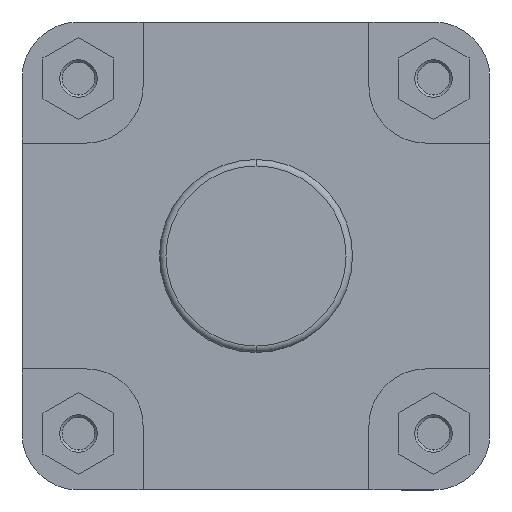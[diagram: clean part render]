
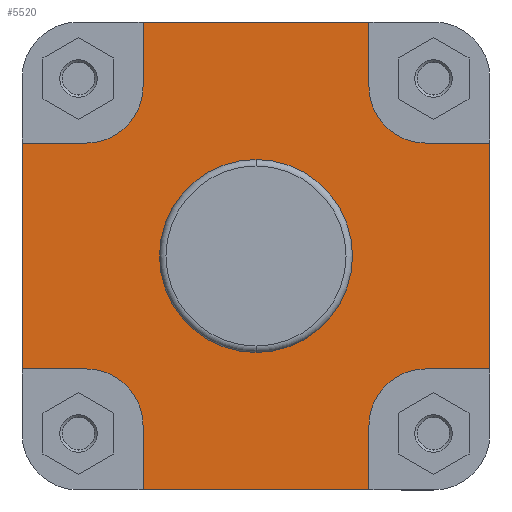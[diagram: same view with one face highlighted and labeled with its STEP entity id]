
A CAD part, left-side view. The second image highlights one B-rep face of the part: STEP entity #5520.
In plain terms, the highlighted planar face has unit normal (-1, 0, 0).
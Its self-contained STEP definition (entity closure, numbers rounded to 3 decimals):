
#418 = ORIENTED_EDGE ( 'NONE', *, *, #3022, .F. ) ;
#419 = ORIENTED_EDGE ( 'NONE', *, *, #3021, .F. ) ;
#420 = ORIENTED_EDGE ( 'NONE', *, *, #3025, .F. ) ;
#421 = ORIENTED_EDGE ( 'NONE', *, *, #3024, .F. ) ;
#422 = ORIENTED_EDGE ( 'NONE', *, *, #3029, .F. ) ;
#423 = ORIENTED_EDGE ( 'NONE', *, *, #3028, .F. ) ;
#424 = ORIENTED_EDGE ( 'NONE', *, *, #3027, .F. ) ;
#425 = ORIENTED_EDGE ( 'NONE', *, *, #3026, .F. ) ;
#426 = ORIENTED_EDGE ( 'NONE', *, *, #3008, .F. ) ;
#427 = ORIENTED_EDGE ( 'NONE', *, *, #2928, .F. ) ;
#428 = ORIENTED_EDGE ( 'NONE', *, *, #2889, .F. ) ;
#429 = ORIENTED_EDGE ( 'NONE', *, *, #2931, .T. ) ;
#430 = ORIENTED_EDGE ( 'NONE', *, *, #2888, .F. ) ;
#431 = ORIENTED_EDGE ( 'NONE', *, *, #2896, .F. ) ;
#432 = ORIENTED_EDGE ( 'NONE', *, *, #2930, .F. ) ;
#433 = ORIENTED_EDGE ( 'NONE', *, *, #2929, .T. ) ;
#434 = ORIENTED_EDGE ( 'NONE', *, *, #2934, .F. ) ;
#435 = ORIENTED_EDGE ( 'NONE', *, *, #3101, .F. ) ;
#749 = VECTOR ( 'NONE', #4395, 1000. ) ;
#754 = LINE ( 'NONE', #4394, #757 ) ;
#755 = LINE ( 'NONE', #4389, #749 ) ;
#757 = VECTOR ( 'NONE', #4397, 1000. ) ;
#768 = CIRCLE ( 'NONE', #3465, 17.5 ) ;
#808 = LINE ( 'NONE', #4497, #819 ) ;
#814 = LINE ( 'NONE', #4499, #821 ) ;
#815 = VECTOR ( 'NONE', #4498, 1000. ) ;
#817 = LINE ( 'NONE', #4489, #815 ) ;
#818 = CIRCLE ( 'NONE', #3488, 17.5 ) ;
#819 = VECTOR ( 'NONE', #4500, 1000. ) ;
#821 = VECTOR ( 'NONE', #4502, 1000. ) ;
#826 = CIRCLE ( 'NONE', #3492, 29.9 ) ;
#943 = VECTOR ( 'NONE', #4685, 1000. ) ;
#945 = LINE ( 'NONE', #4676, #943 ) ;
#947 = VECTOR ( 'NONE', #4720, 1000. ) ;
#963 = LINE ( 'NONE', #4723, #975 ) ;
#966 = LINE ( 'NONE', #4721, #971 ) ;
#968 = LINE ( 'NONE', #4714, #947 ) ;
#969 = CIRCLE ( 'NONE', #3523, 17.5 ) ;
#971 = VECTOR ( 'NONE', #4724, 1000. ) ;
#973 = LINE ( 'NONE', #4725, #974 ) ;
#974 = VECTOR ( 'NONE', #4726, 1000. ) ;
#975 = VECTOR ( 'NONE', #4727, 1000. ) ;
#976 = VECTOR ( 'NONE', #4735, 1000. ) ;
#977 = LINE ( 'NONE', #4729, #978 ) ;
#978 = VECTOR ( 'NONE', #4730, 1000. ) ;
#980 = LINE ( 'NONE', #4728, #976 ) ;
#981 = CIRCLE ( 'NONE', #3527, 17.5 ) ;
#1106 = CIRCLE ( 'NONE', #3546, 29.9 ) ;
#2283 = CARTESIAN_POINT ( 'NONE',  ( 46., -35., 72.5 ) ) ;
#2294 = CARTESIAN_POINT ( 'NONE',  ( 46., 0., -29.9 ) ) ;
#2297 = CARTESIAN_POINT ( 'NONE',  ( 46., -35., -72.5 ) ) ;
#2307 = CARTESIAN_POINT ( 'NONE',  ( 46., 72.5, -35. ) ) ;
#2359 = CARTESIAN_POINT ( 'NONE',  ( 46., 52.5, -35. ) ) ;
#2373 = CARTESIAN_POINT ( 'NONE',  ( 46., -35., 52.5 ) ) ;
#2374 = CARTESIAN_POINT ( 'NONE',  ( 46., -72.5, -35. ) ) ;
#2388 = CARTESIAN_POINT ( 'NONE',  ( 46., -35., -52.5 ) ) ;
#2406 = CARTESIAN_POINT ( 'NONE',  ( 46., 35., 52.5 ) ) ;
#2451 = CARTESIAN_POINT ( 'NONE',  ( 46., -52.5, 35. ) ) ;
#2457 = CARTESIAN_POINT ( 'NONE',  ( 46., 35., 72.5 ) ) ;
#2461 = CARTESIAN_POINT ( 'NONE',  ( 46., 35., -52.5 ) ) ;
#2500 = VERTEX_POINT ( 'NONE', #2388 ) ;
#2503 = VERTEX_POINT ( 'NONE', #2374 ) ;
#2509 = VERTEX_POINT ( 'NONE', #2451 ) ;
#2520 = VERTEX_POINT ( 'NONE', #2406 ) ;
#2557 = VERTEX_POINT ( 'NONE', #2294 ) ;
#2575 = VERTEX_POINT ( 'NONE', #2283 ) ;
#2591 = VERTEX_POINT ( 'NONE', #2461 ) ;
#2593 = VERTEX_POINT ( 'NONE', #2359 ) ;
#2600 = VERTEX_POINT ( 'NONE', #2457 ) ;
#2601 = VERTEX_POINT ( 'NONE', #2307 ) ;
#2635 = VERTEX_POINT ( 'NONE', #2297 ) ;
#2638 = VERTEX_POINT ( 'NONE', #2373 ) ;
#2682 = VERTEX_POINT ( 'NONE', #4222 ) ;
#2702 = VERTEX_POINT ( 'NONE', #4240 ) ;
#2723 = VERTEX_POINT ( 'NONE', #4259 ) ;
#2750 = VERTEX_POINT ( 'NONE', #4285 ) ;
#2755 = VERTEX_POINT ( 'NONE', #4290 ) ;
#2798 = VERTEX_POINT ( 'NONE', #4331 ) ;
#2888 = EDGE_CURVE ( 'NONE', #2503, #2755, #755, .T. ) ;
#2889 = EDGE_CURVE ( 'NONE', #2509, #2750, #754, .T. ) ;
#2896 = EDGE_CURVE ( 'NONE', #2755, #2500, #768, .T. ) ;
#2928 = EDGE_CURVE ( 'NONE', #2638, #2509, #818, .T. ) ;
#2929 = EDGE_CURVE ( 'NONE', #2702, #2635, #817, .T. ) ;
#2930 = EDGE_CURVE ( 'NONE', #2500, #2635, #808, .T. ) ;
#2931 = EDGE_CURVE ( 'NONE', #2503, #2750, #814, .T. ) ;
#2934 = EDGE_CURVE ( 'NONE', #2557, #2723, #826, .T. ) ;
#3008 = EDGE_CURVE ( 'NONE', #2575, #2638, #945, .T. ) ;
#3021 = EDGE_CURVE ( 'NONE', #2591, #2593, #969, .T. ) ;
#3022 = EDGE_CURVE ( 'NONE', #2702, #2591, #968, .T. ) ;
#3024 = EDGE_CURVE ( 'NONE', #2601, #2682, #966, .T. ) ;
#3025 = EDGE_CURVE ( 'NONE', #2593, #2601, #973, .T. ) ;
#3026 = EDGE_CURVE ( 'NONE', #2600, #2575, #963, .T. ) ;
#3027 = EDGE_CURVE ( 'NONE', #2520, #2600, #977, .T. ) ;
#3028 = EDGE_CURVE ( 'NONE', #2798, #2520, #981, .T. ) ;
#3029 = EDGE_CURVE ( 'NONE', #2682, #2798, #980, .T. ) ;
#3101 = EDGE_CURVE ( 'NONE', #2723, #2557, #1106, .T. ) ;
#3465 = AXIS2_PLACEMENT_3D ( 'NONE', #4415, #4416, #4417 ) ;
#3488 = AXIS2_PLACEMENT_3D ( 'NONE', #4494, #4495, #4496 ) ;
#3492 = AXIS2_PLACEMENT_3D ( 'NONE', #4503, #4511, #4512 ) ;
#3523 = AXIS2_PLACEMENT_3D ( 'NONE', #4716, #4717, #4718 ) ;
#3527 = AXIS2_PLACEMENT_3D ( 'NONE', #4731, #4732, #4733 ) ;
#3546 = AXIS2_PLACEMENT_3D ( 'NONE', #4895, #4900, #4901 ) ;
#3795 = AXIS2_PLACEMENT_3D ( 'NONE', #7180, #7192, #7193 ) ;
#4012 = EDGE_LOOP ( 'NONE', ( #433, #432, #431, #430, #429, #428, #427, #426, #425, #424, #423, #422, #421, #420, #419, #418 ) ) ;
#4137 = EDGE_LOOP ( 'NONE', ( #435, #434 ) ) ;
#4222 = CARTESIAN_POINT ( 'NONE',  ( 46., 72.5, 35. ) ) ;
#4240 = CARTESIAN_POINT ( 'NONE',  ( 46., 35., -72.5 ) ) ;
#4259 = CARTESIAN_POINT ( 'NONE',  ( 46., 0., 29.9 ) ) ;
#4285 = CARTESIAN_POINT ( 'NONE',  ( 46., -72.5, 35. ) ) ;
#4290 = CARTESIAN_POINT ( 'NONE',  ( 46., -52.5, -35. ) ) ;
#4331 = CARTESIAN_POINT ( 'NONE',  ( 46., 52.5, 35. ) ) ;
#4389 = CARTESIAN_POINT ( 'NONE',  ( 46., -72.5, -35. ) ) ;
#4394 = CARTESIAN_POINT ( 'NONE',  ( 46., -52.5, 35. ) ) ;
#4395 = DIRECTION ( 'NONE',  ( 0., 1., 0. ) ) ;
#4397 = DIRECTION ( 'NONE',  ( 0., -1., 0. ) ) ;
#4415 = CARTESIAN_POINT ( 'NONE',  ( 46., -52.5, -52.5 ) ) ;
#4416 = DIRECTION ( 'NONE',  ( -1., 0., 0. ) ) ;
#4417 = DIRECTION ( 'NONE',  ( 0., 0., -1. ) ) ;
#4489 = CARTESIAN_POINT ( 'NONE',  ( 46., -159.641, -72.5 ) ) ;
#4494 = CARTESIAN_POINT ( 'NONE',  ( 46., -52.5, 52.5 ) ) ;
#4495 = DIRECTION ( 'NONE',  ( -1., 0., 0. ) ) ;
#4496 = DIRECTION ( 'NONE',  ( 0., 0., -1. ) ) ;
#4497 = CARTESIAN_POINT ( 'NONE',  ( 46., -35., -52.5 ) ) ;
#4498 = DIRECTION ( 'NONE',  ( 0., -1., 0. ) ) ;
#4499 = CARTESIAN_POINT ( 'NONE',  ( 46., -72.5, 0. ) ) ;
#4500 = DIRECTION ( 'NONE',  ( 0., 0., -1. ) ) ;
#4502 = DIRECTION ( 'NONE',  ( 0., 0., 1. ) ) ;
#4503 = CARTESIAN_POINT ( 'NONE',  ( 46., 0., 0. ) ) ;
#4511 = DIRECTION ( 'NONE',  ( -1., 0., 0. ) ) ;
#4512 = DIRECTION ( 'NONE',  ( 0., 0., 1. ) ) ;
#4676 = CARTESIAN_POINT ( 'NONE',  ( 46., -35., 72.5 ) ) ;
#4685 = DIRECTION ( 'NONE',  ( 0., 0., -1. ) ) ;
#4714 = CARTESIAN_POINT ( 'NONE',  ( 46., 35., -72.5 ) ) ;
#4716 = CARTESIAN_POINT ( 'NONE',  ( 46., 52.5, -52.5 ) ) ;
#4717 = DIRECTION ( 'NONE',  ( -1., 0., 0. ) ) ;
#4718 = DIRECTION ( 'NONE',  ( 0., 0., -1. ) ) ;
#4720 = DIRECTION ( 'NONE',  ( 0., 0., 1. ) ) ;
#4721 = CARTESIAN_POINT ( 'NONE',  ( 46., 72.5, 0. ) ) ;
#4723 = CARTESIAN_POINT ( 'NONE',  ( 46., -159.641, 72.5 ) ) ;
#4724 = DIRECTION ( 'NONE',  ( 0., 0., 1. ) ) ;
#4725 = CARTESIAN_POINT ( 'NONE',  ( 46., 52.5, -35. ) ) ;
#4726 = DIRECTION ( 'NONE',  ( 0., 1., 0. ) ) ;
#4727 = DIRECTION ( 'NONE',  ( 0., -1., 0. ) ) ;
#4728 = CARTESIAN_POINT ( 'NONE',  ( 46., 72.5, 35. ) ) ;
#4729 = CARTESIAN_POINT ( 'NONE',  ( 46., 35., 52.5 ) ) ;
#4730 = DIRECTION ( 'NONE',  ( 0., 0., 1. ) ) ;
#4731 = CARTESIAN_POINT ( 'NONE',  ( 46., 52.5, 52.5 ) ) ;
#4732 = DIRECTION ( 'NONE',  ( -1., 0., 0. ) ) ;
#4733 = DIRECTION ( 'NONE',  ( 0., 0., -1. ) ) ;
#4735 = DIRECTION ( 'NONE',  ( 0., -1., 0. ) ) ;
#4895 = CARTESIAN_POINT ( 'NONE',  ( 46., 0., 0. ) ) ;
#4900 = DIRECTION ( 'NONE',  ( -1., 0., 0. ) ) ;
#4901 = DIRECTION ( 'NONE',  ( 0., 0., 1. ) ) ;
#5520 = ADVANCED_FACE ( 'NONE', ( #6126, #6119 ), #7191, .F. ) ;
#6119 = FACE_OUTER_BOUND ( 'NONE', #4012, .T. ) ;
#6126 = FACE_BOUND ( 'NONE', #4137, .T. ) ;
#7180 = CARTESIAN_POINT ( 'NONE',  ( 46., 29.9, 0. ) ) ;
#7191 = PLANE ( 'NONE',  #3795 ) ;
#7192 = DIRECTION ( 'NONE',  ( 1., 0., 0. ) ) ;
#7193 = DIRECTION ( 'NONE',  ( 0., 0., -1. ) ) ;
